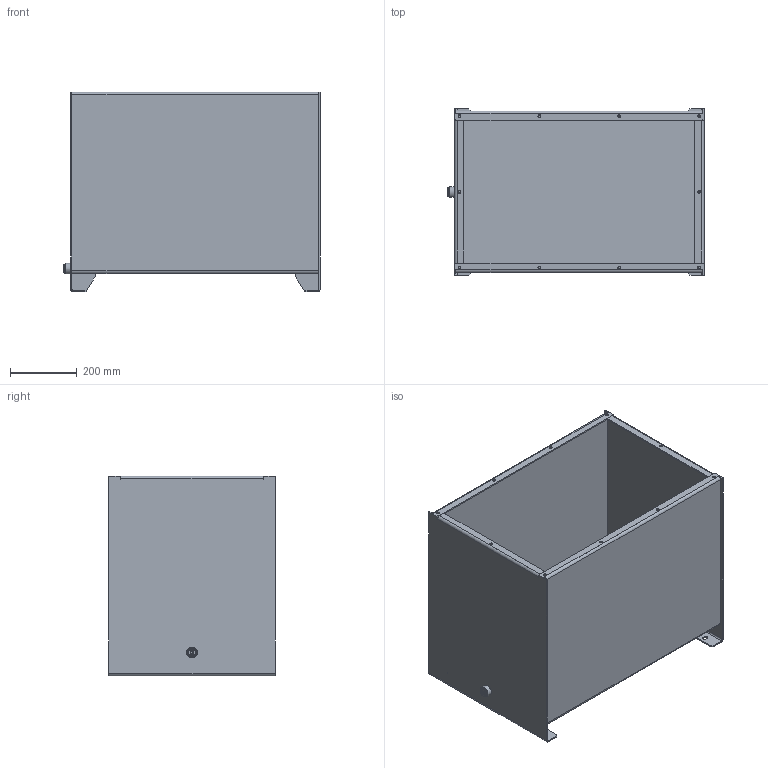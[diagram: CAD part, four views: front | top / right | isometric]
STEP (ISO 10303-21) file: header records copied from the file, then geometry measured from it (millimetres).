
FILE_DESCRIPTION(/* description */ ('Unknown'),/* implementation_level */ '2;1');
FILE_NAME(/* name */ 'TA.04150-001',/* time_stamp */ '2023-08-01T16:09:23+02:00',/* author */ ('Unknown'),/* organization */ ('Unknown'),/* preprocessor_version */ 'ST-DEVELOPER v18.102',/* originating_system */ 'Solid Edge',/* authorisation */ 'Unknown');
FILE_SCHEMA (('AUTOMOTIVE_DESIGN {1 0 10303 214 3 1 1}'));
Length unit declared in the file: millimetre
Products named in the file (2): TA; TA.04150_0
Assembly tree (1 placements, depth 2):
  TA
    TA.04150_0
Bounding box: 770 x 500 x 600 mm (x, y, z)
Volume: 7456345 mm3; surface area: 3739449.3 mm2
Topology: 1 solids, 1 shells, 455 faces, 1062 edges, 633 vertices
Faces by surface type: plane 374, cylinder 54, cone 26, torus 1
Full cylindrical faces by diameter (mm): 6.8 x10, 8.5 x10, 10 x1, 19 x1, 20.96 x1, 25 x1, 27 x1, 32 x1
Entity records: 12239 total; most frequent: CARTESIAN_POINT 2098, DIRECTION 2044, ORIENTED_EDGE 1980, EDGE_CURVE 990, LINE 838, VECTOR 838, VERTEX_POINT 615, AXIS2_PLACEMENT_3D 603
